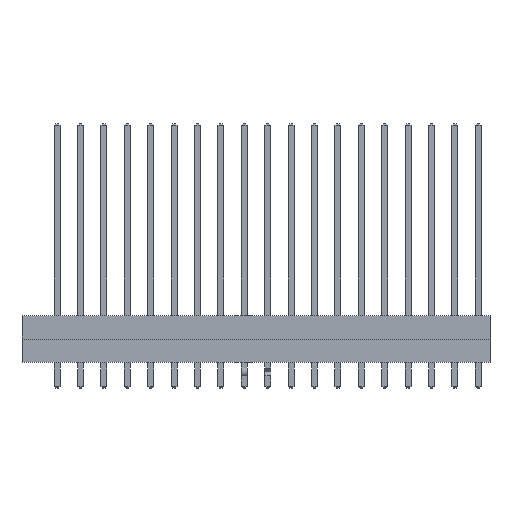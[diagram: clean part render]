
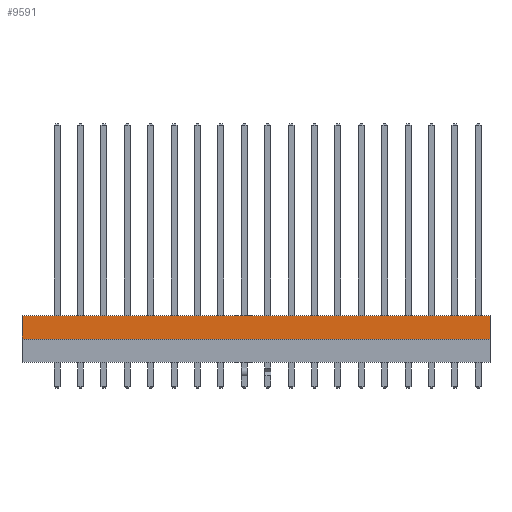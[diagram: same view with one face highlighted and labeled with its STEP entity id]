
A CAD part, top view. The second image highlights one B-rep face of the part: STEP entity #9591.
In plain terms, the highlighted planar face has unit normal (0, 0, 1).
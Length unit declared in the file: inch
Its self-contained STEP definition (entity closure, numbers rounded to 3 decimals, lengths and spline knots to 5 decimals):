
#2187=ORIENTED_EDGE('',*,*,#3771,.F.);
#2188=ORIENTED_EDGE('',*,*,#3779,.F.);
#2189=ORIENTED_EDGE('',*,*,#3780,.T.);
#2190=ORIENTED_EDGE('',*,*,#3781,.T.);
#3771=EDGE_CURVE('',#4695,#4696,#5933,.T.);
#3779=EDGE_CURVE('',#4702,#4695,#5941,.T.);
#3780=EDGE_CURVE('',#4702,#4703,#5942,.T.);
#3781=EDGE_CURVE('',#4703,#4696,#5943,.T.);
#4695=VERTEX_POINT('',#14709);
#4696=VERTEX_POINT('',#14711);
#4702=VERTEX_POINT('',#14725);
#4703=VERTEX_POINT('',#14729);
#5933=LINE('',#14710,#7259);
#5941=LINE('',#14726,#7267);
#5942=LINE('',#14728,#7268);
#5943=LINE('',#14730,#7269);
#7259=VECTOR('',#12123,39.37008);
#7267=VECTOR('',#12133,39.37008);
#7268=VECTOR('',#12136,39.37008);
#7269=VECTOR('',#12137,39.37008);
#7973=EDGE_LOOP('',(#2187,#2188,#2189,#2190));
#8553=FACE_BOUND('',#7973,.T.);
#9091=PLANE('',#10134);
#9591=ADVANCED_FACE('',(#8553),#9091,.T.);
#10134=AXIS2_PLACEMENT_3D('',#14727,#12134,#12135);
#12123=DIRECTION('',(1.,0.,0.));
#12133=DIRECTION('',(0.,1.,0.));
#12134=DIRECTION('',(0.,0.,1.));
#12135=DIRECTION('',(1.,0.,0.));
#12136=DIRECTION('',(1.,0.,0.));
#12137=DIRECTION('',(0.,1.,0.));
#14709=CARTESIAN_POINT('',(-1.,0.2,0.05));
#14710=CARTESIAN_POINT('',(-1.,0.2,0.05));
#14711=CARTESIAN_POINT('',(1.,0.2,0.05));
#14725=CARTESIAN_POINT('',(-1.,0.1,0.05));
#14726=CARTESIAN_POINT('',(-1.,0.1,0.05));
#14727=CARTESIAN_POINT('',(-1.,0.1,0.05));
#14728=CARTESIAN_POINT('',(-1.,0.1,0.05));
#14729=CARTESIAN_POINT('',(1.,0.1,0.05));
#14730=CARTESIAN_POINT('',(1.,0.1,0.05));
